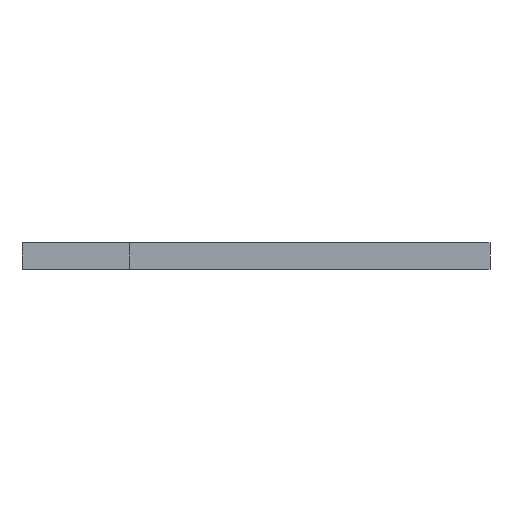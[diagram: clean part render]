
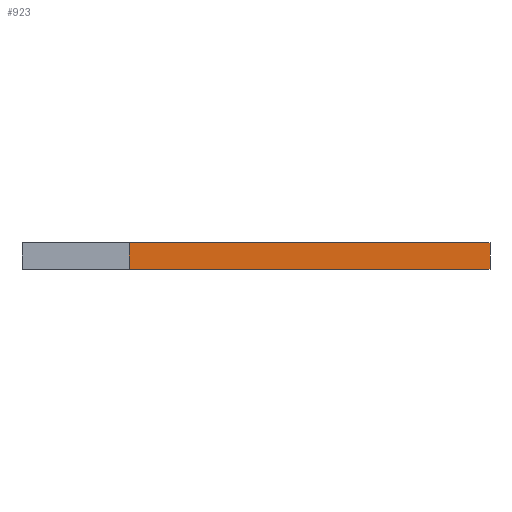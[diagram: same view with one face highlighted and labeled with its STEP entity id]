
A CAD part, front view. The second image highlights one B-rep face of the part: STEP entity #923.
In plain terms, the highlighted planar face has unit normal (0, -1, 0).
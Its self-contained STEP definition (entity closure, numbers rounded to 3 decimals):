
#2 = EDGE_CURVE ( 'NONE', #922, #426, #200, .T. ) ;
#49 = DIRECTION ( 'NONE',  ( 1., 0., 0. ) ) ;
#52 = VERTEX_POINT ( 'NONE', #680 ) ;
#62 = CARTESIAN_POINT ( 'NONE',  ( -125.663, -15.688, 3. ) ) ;
#107 = EDGE_LOOP ( 'NONE', ( #228, #414, #685, #668 ) ) ;
#122 = LINE ( 'NONE', #899, #498 ) ;
#135 = PLANE ( 'NONE',  #272 ) ;
#175 = LINE ( 'NONE', #715, #289 ) ;
#200 = LINE ( 'NONE', #356, #955 ) ;
#228 = ORIENTED_EDGE ( 'NONE', *, *, #411, .T. ) ;
#261 = LINE ( 'NONE', #395, #678 ) ;
#267 = CARTESIAN_POINT ( 'NONE',  ( -125.663, -15.688, 3. ) ) ;
#270 = EDGE_CURVE ( 'NONE', #922, #505, #175, .T. ) ;
#272 = AXIS2_PLACEMENT_3D ( 'NONE', #62, #575, #739 ) ;
#289 = VECTOR ( 'NONE', #323, 1000. ) ;
#323 = DIRECTION ( 'NONE',  ( 1., 0., 0. ) ) ;
#334 = DIRECTION ( 'NONE',  ( 0., 0., -1. ) ) ;
#356 = CARTESIAN_POINT ( 'NONE',  ( -125.663, -15.688, 3. ) ) ;
#395 = CARTESIAN_POINT ( 'NONE',  ( -84.163, -15.688, 3. ) ) ;
#411 = EDGE_CURVE ( 'NONE', #426, #52, #122, .T. ) ;
#414 = ORIENTED_EDGE ( 'NONE', *, *, #721, .F. ) ;
#426 = VERTEX_POINT ( 'NONE', #427 ) ;
#427 = CARTESIAN_POINT ( 'NONE',  ( -125.663, -15.688, 0. ) ) ;
#498 = VECTOR ( 'NONE', #49, 1000. ) ;
#505 = VERTEX_POINT ( 'NONE', #976 ) ;
#575 = DIRECTION ( 'NONE',  ( 0., 1., 0. ) ) ;
#668 = ORIENTED_EDGE ( 'NONE', *, *, #2, .T. ) ;
#678 = VECTOR ( 'NONE', #334, 1000. ) ;
#680 = CARTESIAN_POINT ( 'NONE',  ( -84.163, -15.688, 0. ) ) ;
#685 = ORIENTED_EDGE ( 'NONE', *, *, #270, .F. ) ;
#715 = CARTESIAN_POINT ( 'NONE',  ( -125.663, -15.688, 3. ) ) ;
#721 = EDGE_CURVE ( 'NONE', #505, #52, #261, .T. ) ;
#733 = DIRECTION ( 'NONE',  ( 0., 0., -1. ) ) ;
#739 = DIRECTION ( 'NONE',  ( -1., 0., 0. ) ) ;
#899 = CARTESIAN_POINT ( 'NONE',  ( -125.663, -15.688, 0. ) ) ;
#922 = VERTEX_POINT ( 'NONE', #267 ) ;
#923 = ADVANCED_FACE ( 'NONE', ( #987 ), #135, .F. ) ;
#955 = VECTOR ( 'NONE', #733, 1000. ) ;
#976 = CARTESIAN_POINT ( 'NONE',  ( -84.163, -15.688, 3. ) ) ;
#987 = FACE_OUTER_BOUND ( 'NONE', #107, .T. ) ;
